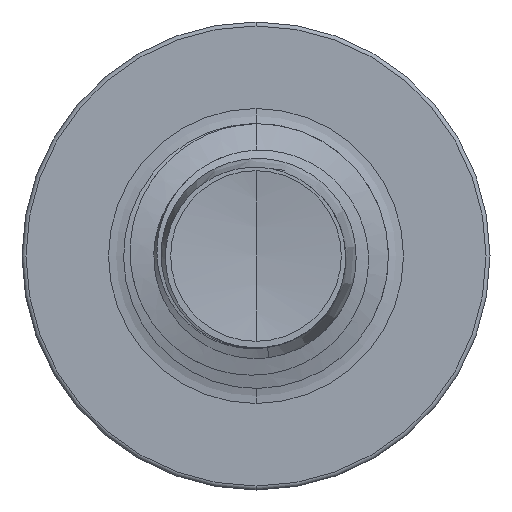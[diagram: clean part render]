
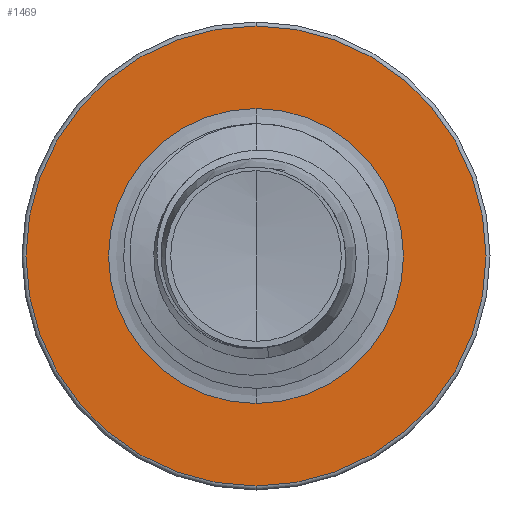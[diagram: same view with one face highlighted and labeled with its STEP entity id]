
A CAD part, front view. The second image highlights one B-rep face of the part: STEP entity #1469.
In plain terms, the highlighted planar face has unit normal (0, -1, 0).
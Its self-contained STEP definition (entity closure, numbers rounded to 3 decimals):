
#15 = CIRCLE ( 'NONE', #6562, 1.67 ) ;
#170 = CIRCLE ( 'NONE', #5903, 2.605 ) ;
#489 = EDGE_LOOP ( 'NONE', ( #4929, #3596 ) ) ;
#713 = DIRECTION ( 'NONE',  ( 0., 0., 1. ) ) ;
#730 = DIRECTION ( 'NONE',  ( 0., 1., 0. ) ) ;
#745 = CARTESIAN_POINT ( 'NONE',  ( 0., 2.5, 0. ) ) ;
#1055 = AXIS2_PLACEMENT_3D ( 'NONE', #745, #730, #713 ) ;
#1088 = CARTESIAN_POINT ( 'NONE',  ( 0., 2.5, -2.605 ) ) ;
#1160 = VERTEX_POINT ( 'NONE', #6298 ) ;
#1230 = ORIENTED_EDGE ( 'NONE', *, *, #3240, .F. ) ;
#1461 = CARTESIAN_POINT ( 'NONE',  ( 0., 2.5, 1.67 ) ) ;
#1469 = ADVANCED_FACE ( 'NONE', ( #5707, #9574 ), #5314, .F. ) ;
#2326 = CARTESIAN_POINT ( 'NONE',  ( 0., 2.5, 0. ) ) ;
#2418 = DIRECTION ( 'NONE',  ( 0., 1., 0. ) ) ;
#2724 = VERTEX_POINT ( 'NONE', #1461 ) ;
#2980 = EDGE_CURVE ( 'NONE', #5104, #3713, #6895, .T. ) ;
#3194 = DIRECTION ( 'NONE',  ( 0., 0., 1. ) ) ;
#3240 = EDGE_CURVE ( 'NONE', #3713, #5104, #170, .T. ) ;
#3596 = ORIENTED_EDGE ( 'NONE', *, *, #8658, .T. ) ;
#3713 = VERTEX_POINT ( 'NONE', #9981 ) ;
#4076 = EDGE_LOOP ( 'NONE', ( #1230, #10053 ) ) ;
#4354 = DIRECTION ( 'NONE',  ( 0., 1., 0. ) ) ;
#4929 = ORIENTED_EDGE ( 'NONE', *, *, #6749, .T. ) ;
#5104 = VERTEX_POINT ( 'NONE', #1088 ) ;
#5118 = CARTESIAN_POINT ( 'NONE',  ( 0., 2.5, -1.67 ) ) ;
#5126 = AXIS2_PLACEMENT_3D ( 'NONE', #7036, #2418, #7762 ) ;
#5184 = DIRECTION ( 'NONE',  ( 0., 0., 1. ) ) ;
#5194 = DIRECTION ( 'NONE',  ( 0., 1., 0. ) ) ;
#5314 = PLANE ( 'NONE',  #6795 ) ;
#5707 = FACE_OUTER_BOUND ( 'NONE', #4076, .T. ) ;
#5903 = AXIS2_PLACEMENT_3D ( 'NONE', #8787, #4354, #9509 ) ;
#6298 = CARTESIAN_POINT ( 'NONE',  ( 0., 2.5, -1.67 ) ) ;
#6562 = AXIS2_PLACEMENT_3D ( 'NONE', #2326, #7687, #3194 ) ;
#6749 = EDGE_CURVE ( 'NONE', #2724, #1160, #15, .T. ) ;
#6795 = AXIS2_PLACEMENT_3D ( 'NONE', #5118, #5194, #5184 ) ;
#6895 = CIRCLE ( 'NONE', #1055, 2.605 ) ;
#7036 = CARTESIAN_POINT ( 'NONE',  ( 0., 2.5, 0. ) ) ;
#7687 = DIRECTION ( 'NONE',  ( 0., 1., 0. ) ) ;
#7762 = DIRECTION ( 'NONE',  ( 0., 0., 1. ) ) ;
#8658 = EDGE_CURVE ( 'NONE', #1160, #2724, #8871, .T. ) ;
#8787 = CARTESIAN_POINT ( 'NONE',  ( 0., 2.5, 0. ) ) ;
#8871 = CIRCLE ( 'NONE', #5126, 1.67 ) ;
#9509 = DIRECTION ( 'NONE',  ( 0., 0., 1. ) ) ;
#9574 = FACE_BOUND ( 'NONE', #489, .T. ) ;
#9981 = CARTESIAN_POINT ( 'NONE',  ( 0., 2.5, 2.605 ) ) ;
#10053 = ORIENTED_EDGE ( 'NONE', *, *, #2980, .F. ) ;
